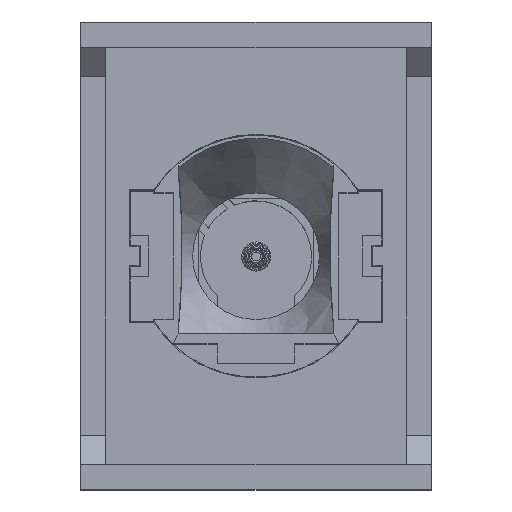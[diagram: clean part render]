
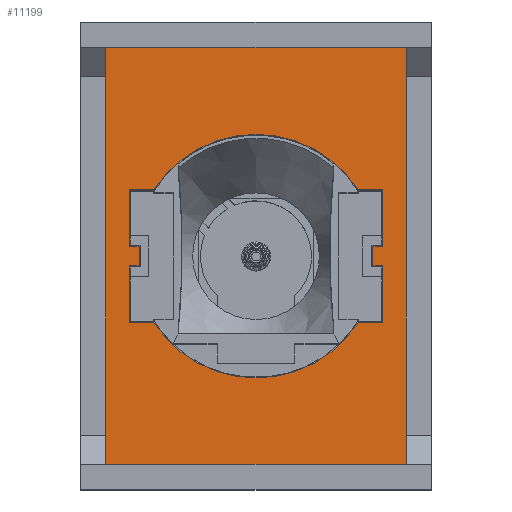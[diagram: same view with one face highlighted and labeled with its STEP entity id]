
A CAD part, top view. The second image highlights one B-rep face of the part: STEP entity #11199.
In plain terms, the highlighted planar face has unit normal (0, 0, 1).
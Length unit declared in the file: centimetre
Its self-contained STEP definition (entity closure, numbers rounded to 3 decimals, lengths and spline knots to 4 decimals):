
#32=FACE_BOUND('',#3888,.T.);
#252=LINE('',#17002,#1464);
#465=LINE('',#17561,#1677);
#468=LINE('',#17566,#1680);
#469=LINE('',#17569,#1681);
#472=LINE('',#17575,#1684);
#474=LINE('',#17580,#1686);
#477=LINE('',#17585,#1689);
#479=LINE('',#17589,#1691);
#481=LINE('',#17593,#1693);
#484=LINE('',#17601,#1696);
#485=LINE('',#17604,#1697);
#487=LINE('',#17608,#1699);
#490=LINE('',#17615,#1702);
#491=LINE('',#17618,#1703);
#493=LINE('',#17621,#1705);
#495=LINE('',#17626,#1707);
#498=LINE('',#17630,#1710);
#499=LINE('',#17632,#1711);
#1464=VECTOR('',#13111,1.);
#1677=VECTOR('',#13584,1.);
#1680=VECTOR('',#13589,1.);
#1681=VECTOR('',#13592,1.);
#1684=VECTOR('',#13599,1.);
#1686=VECTOR('',#13603,1.);
#1689=VECTOR('',#13608,1.);
#1691=VECTOR('',#13612,1.);
#1693=VECTOR('',#13616,1.);
#1696=VECTOR('',#13625,1.);
#1697=VECTOR('',#13628,1.);
#1699=VECTOR('',#13632,1.);
#1702=VECTOR('',#13641,1.);
#1703=VECTOR('',#13644,1.);
#1705=VECTOR('',#13648,1.);
#1707=VECTOR('',#13652,1.);
#1710=VECTOR('',#13657,1.);
#1711=VECTOR('',#13660,1.);
#2778=PLANE('',#11956);
#3272=FACE_OUTER_BOUND('',#3887,.T.);
#3887=EDGE_LOOP('',(#8678,#8679,#8680,#8681));
#3888=EDGE_LOOP('',(#8682,#8683,#8684,#8685,#8686,#8687,#8688,#8689,#8690,
#8691,#8692,#8693,#8694,#8695,#8696,#8697));
#4541=CIRCLE('',#11944,0.625);
#4542=CIRCLE('',#11949,0.625);
#4946=VERTEX_POINT('',#16999);
#4947=VERTEX_POINT('',#17001);
#5120=VERTEX_POINT('',#17558);
#5121=VERTEX_POINT('',#17560);
#5122=VERTEX_POINT('',#17564);
#5123=VERTEX_POINT('',#17568);
#5124=VERTEX_POINT('',#17573);
#5125=VERTEX_POINT('',#17577);
#5126=VERTEX_POINT('',#17579);
#5127=VERTEX_POINT('',#17583);
#5128=VERTEX_POINT('',#17587);
#5129=VERTEX_POINT('',#17591);
#5130=VERTEX_POINT('',#17595);
#5131=VERTEX_POINT('',#17597);
#5132=VERTEX_POINT('',#17603);
#5133=VERTEX_POINT('',#17607);
#5134=VERTEX_POINT('',#17611);
#5135=VERTEX_POINT('',#17617);
#5136=VERTEX_POINT('',#17623);
#5137=VERTEX_POINT('',#17625);
#6158=EDGE_CURVE('',#4947,#4946,#252,.T.);
#6417=EDGE_CURVE('',#5121,#5120,#465,.T.);
#6420=EDGE_CURVE('',#5120,#5122,#468,.T.);
#6421=EDGE_CURVE('',#5123,#5121,#469,.T.);
#6424=EDGE_CURVE('',#5122,#5124,#472,.T.);
#6426=EDGE_CURVE('',#5126,#5125,#474,.T.);
#6429=EDGE_CURVE('',#5125,#5127,#477,.T.);
#6431=EDGE_CURVE('',#5127,#5128,#479,.T.);
#6433=EDGE_CURVE('',#5128,#5129,#481,.T.);
#6435=EDGE_CURVE('',#5131,#5130,#4541,.T.);
#6437=EDGE_CURVE('',#5129,#5131,#484,.T.);
#6438=EDGE_CURVE('',#5132,#5126,#485,.T.);
#6440=EDGE_CURVE('',#5133,#5132,#487,.T.);
#6442=EDGE_CURVE('',#5134,#5133,#4542,.T.);
#6444=EDGE_CURVE('',#5124,#5134,#490,.T.);
#6445=EDGE_CURVE('',#5135,#5123,#491,.T.);
#6447=EDGE_CURVE('',#5130,#5135,#493,.T.);
#6449=EDGE_CURVE('',#5137,#5136,#495,.T.);
#6452=EDGE_CURVE('',#5136,#4947,#498,.T.);
#6453=EDGE_CURVE('',#4946,#5137,#499,.T.);
#8678=ORIENTED_EDGE('',*,*,#6449,.T.);
#8679=ORIENTED_EDGE('',*,*,#6452,.T.);
#8680=ORIENTED_EDGE('',*,*,#6158,.T.);
#8681=ORIENTED_EDGE('',*,*,#6453,.T.);
#8682=ORIENTED_EDGE('',*,*,#6435,.T.);
#8683=ORIENTED_EDGE('',*,*,#6447,.T.);
#8684=ORIENTED_EDGE('',*,*,#6445,.T.);
#8685=ORIENTED_EDGE('',*,*,#6421,.T.);
#8686=ORIENTED_EDGE('',*,*,#6417,.T.);
#8687=ORIENTED_EDGE('',*,*,#6420,.T.);
#8688=ORIENTED_EDGE('',*,*,#6424,.T.);
#8689=ORIENTED_EDGE('',*,*,#6444,.T.);
#8690=ORIENTED_EDGE('',*,*,#6442,.T.);
#8691=ORIENTED_EDGE('',*,*,#6440,.T.);
#8692=ORIENTED_EDGE('',*,*,#6438,.T.);
#8693=ORIENTED_EDGE('',*,*,#6426,.T.);
#8694=ORIENTED_EDGE('',*,*,#6429,.T.);
#8695=ORIENTED_EDGE('',*,*,#6431,.T.);
#8696=ORIENTED_EDGE('',*,*,#6433,.T.);
#8697=ORIENTED_EDGE('',*,*,#6437,.T.);
#11199=ADVANCED_FACE('',(#3272,#32),#2778,.T.);
#11944=AXIS2_PLACEMENT_3D('',#17598,#13620,#13621);
#11949=AXIS2_PLACEMENT_3D('',#17612,#13636,#13637);
#11956=AXIS2_PLACEMENT_3D('',#17633,#13661,#13662);
#13111=DIRECTION('',(1.,0.,0.));
#13584=DIRECTION('',(0.,-1.,0.));
#13589=DIRECTION('',(1.,0.,0.));
#13592=DIRECTION('',(-1.,0.,0.));
#13599=DIRECTION('',(0.,-1.,0.));
#13603=DIRECTION('',(1.,0.,0.));
#13608=DIRECTION('',(0.,1.,0.));
#13612=DIRECTION('',(-1.,0.,0.));
#13616=DIRECTION('',(0.,1.,0.));
#13620=DIRECTION('center_axis',(0.,0.,
-1.));
#13621=DIRECTION('ref_axis',(0.839,0.544,0.));
#13625=DIRECTION('',(1.,0.,0.));
#13628=DIRECTION('',(0.,1.,0.));
#13632=DIRECTION('',(-1.,0.,0.));
#13636=DIRECTION('center_axis',(0.,0.,
-1.));
#13637=DIRECTION('ref_axis',(-0.839,-0.544,0.));
#13641=DIRECTION('',(-1.,0.,0.));
#13644=DIRECTION('',(0.,-1.,0.));
#13648=DIRECTION('',(1.,0.,0.));
#13652=DIRECTION('',(-1.,0.,0.));
#13657=DIRECTION('',(0.,-1.,0.));
#13660=DIRECTION('',(0.,1.,0.));
#13661=DIRECTION('center_axis',(0.,0.,
1.));
#13662=DIRECTION('ref_axis',(-1.,0.,0.));
#16999=CARTESIAN_POINT('',(0.77,-1.07,2.93));
#17001=CARTESIAN_POINT('',(-0.77,-1.07,2.93));
#17002=CARTESIAN_POINT('',(-0.77,-1.07,2.93));
#17558=CARTESIAN_POINT('',(0.6,-0.05,2.93));
#17560=CARTESIAN_POINT('',(0.6,0.05,2.93));
#17561=CARTESIAN_POINT('',(0.6,0.025,2.93));
#17564=CARTESIAN_POINT('',(0.65,-0.05,2.93));
#17566=CARTESIAN_POINT('',(0.3,-0.05,2.93));
#17568=CARTESIAN_POINT('',(0.65,0.05,2.93));
#17569=CARTESIAN_POINT('',(0.325,0.05,2.93));
#17573=CARTESIAN_POINT('',(0.65,-0.34,2.93));
#17575=CARTESIAN_POINT('',(0.65,0.025,2.93));
#17577=CARTESIAN_POINT('',(-0.6,-0.05,2.93));
#17579=CARTESIAN_POINT('',(-0.65,-0.05,2.93));
#17580=CARTESIAN_POINT('',(-0.325,-0.05,2.93));
#17583=CARTESIAN_POINT('',(-0.6,0.05,2.93));
#17585=CARTESIAN_POINT('',(-0.6,-0.025,2.93));
#17587=CARTESIAN_POINT('',(-0.65,0.05,2.93));
#17589=CARTESIAN_POINT('',(-0.3,0.05,2.93));
#17591=CARTESIAN_POINT('',(-0.65,0.34,2.93));
#17593=CARTESIAN_POINT('',(-0.65,0.025,2.93));
#17595=CARTESIAN_POINT('',(0.5244,0.34,2.93));
#17597=CARTESIAN_POINT('',(-0.5244,0.34,2.93));
#17598=CARTESIAN_POINT('Origin',(0.,0.,
2.93));
#17601=CARTESIAN_POINT('',(-0.2622,0.34,2.93));
#17603=CARTESIAN_POINT('',(-0.65,-0.34,2.93));
#17604=CARTESIAN_POINT('',(-0.65,0.025,2.93));
#17607=CARTESIAN_POINT('',(-0.5244,-0.34,2.93));
#17608=CARTESIAN_POINT('',(-0.325,-0.34,2.93));
#17611=CARTESIAN_POINT('',(0.5244,-0.34,2.93));
#17612=CARTESIAN_POINT('Origin',(0.,0.,
2.93));
#17615=CARTESIAN_POINT('',(0.2622,-0.34,2.93));
#17617=CARTESIAN_POINT('',(0.65,0.34,2.93));
#17618=CARTESIAN_POINT('',(0.65,0.025,2.93));
#17621=CARTESIAN_POINT('',(0.325,0.34,2.93));
#17623=CARTESIAN_POINT('',(-0.77,1.07,2.93));
#17625=CARTESIAN_POINT('',(0.77,1.07,2.93));
#17626=CARTESIAN_POINT('',(0.77,1.07,2.93));
#17630=CARTESIAN_POINT('',(-0.77,1.07,2.93));
#17632=CARTESIAN_POINT('',(0.77,-1.07,2.93));
#17633=CARTESIAN_POINT('Origin',(0.,0.,2.93));
